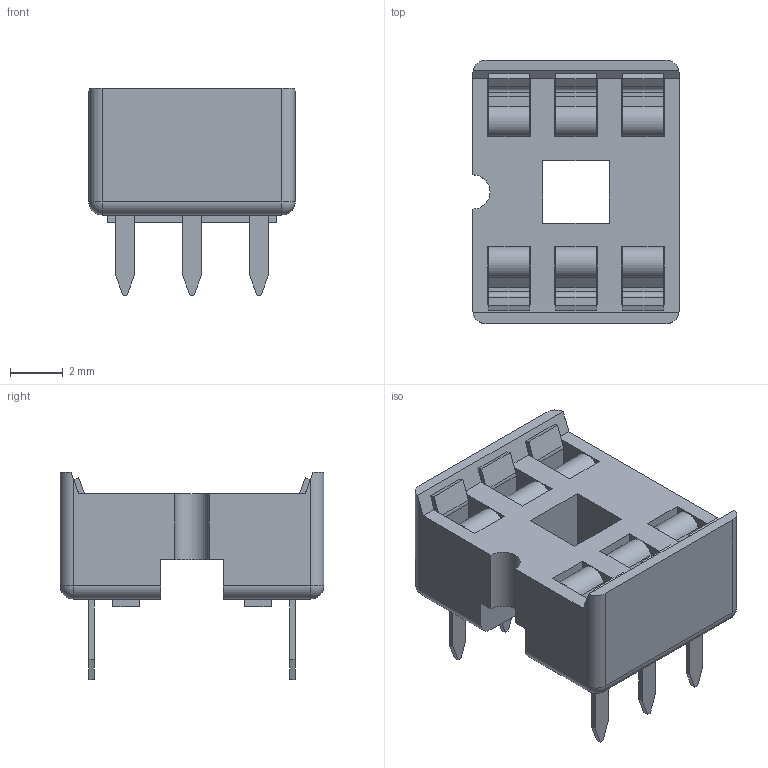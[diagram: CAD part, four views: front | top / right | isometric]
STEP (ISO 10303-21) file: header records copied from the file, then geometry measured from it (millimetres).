
FILE_DESCRIPTION(('STEP AP214'), '1');
FILE_NAME('DIP300-skt-flat-6', '2016-03-21T17:29:18', ('Nobody'), (''), 'ASCON STEP Converter 1.3', 'ASCON Math Kernel', '');
FILE_SCHEMA(('AUTOMOTIVE_DESIGN { 1 0 10303 214 3 1 1}'));
Length unit declared in the file: millimetre
Bounding box: 7.82 x 10 x 7.85 mm (x, y, z)
Volume: 236 mm3; surface area: 758.6 mm2
Topology: 7 solids, 7 shells, 391 faces, 880 edges, 500 vertices
Faces by surface type: plane 316, cylinder 71, sphere 4
Entity records: 13660 total; most frequent: DIRECTION 1810, CARTESIAN_POINT 1780, ORIENTED_EDGE 1752, EDGE_CURVE 876, LINE 718, VECTOR 718, AXIS2_PLACEMENT_3D 546, VERTEX_POINT 500
